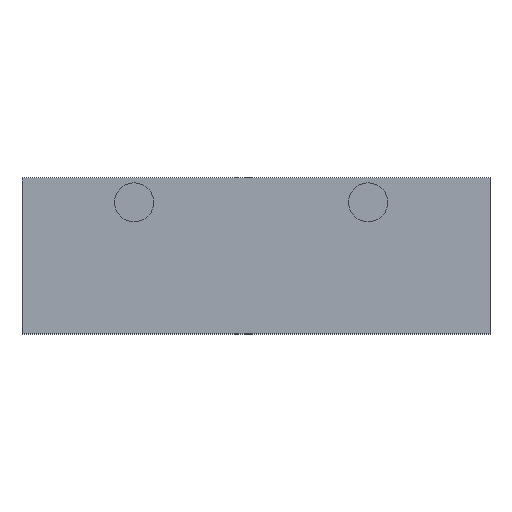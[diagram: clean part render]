
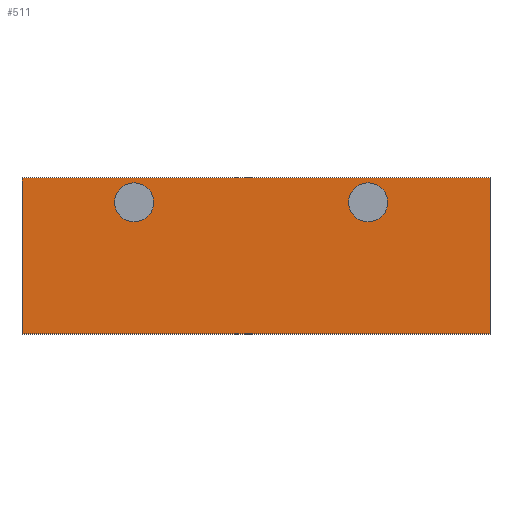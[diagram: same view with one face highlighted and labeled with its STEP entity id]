
A CAD part, top view. The second image highlights one B-rep face of the part: STEP entity #511.
In plain terms, the highlighted planar face has unit normal (0, 0, 1).
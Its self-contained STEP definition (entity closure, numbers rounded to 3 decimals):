
#17=FACE_BOUND('',#82,.T.);
#18=FACE_BOUND('',#83,.T.);
#23=CIRCLE('',#562,100.);
#24=CIRCLE('',#563,100.);
#51=FACE_OUTER_BOUND('',#81,.T.);
#81=EDGE_LOOP('',(#423,#424,#425,#426));
#82=EDGE_LOOP('',(#427));
#83=EDGE_LOOP('',(#428));
#141=LINE('',#807,#203);
#145=LINE('',#815,#207);
#148=LINE('',#821,#210);
#151=LINE('',#826,#213);
#203=VECTOR('',#663,10.);
#207=VECTOR('',#669,10.);
#210=VECTOR('',#674,10.);
#213=VECTOR('',#679,10.);
#249=VERTEX_POINT('',#805);
#250=VERTEX_POINT('',#806);
#253=VERTEX_POINT('',#814);
#255=VERTEX_POINT('',#820);
#257=VERTEX_POINT('',#829);
#258=VERTEX_POINT('',#831);
#309=EDGE_CURVE('',#249,#250,#141,.T.);
#313=EDGE_CURVE('',#250,#253,#145,.T.);
#316=EDGE_CURVE('',#253,#255,#148,.T.);
#319=EDGE_CURVE('',#255,#249,#151,.T.);
#321=EDGE_CURVE('',#257,#257,#23,.T.);
#322=EDGE_CURVE('',#258,#258,#24,.T.);
#423=ORIENTED_EDGE('',*,*,#319,.T.);
#424=ORIENTED_EDGE('',*,*,#309,.T.);
#425=ORIENTED_EDGE('',*,*,#313,.T.);
#426=ORIENTED_EDGE('',*,*,#316,.T.);
#427=ORIENTED_EDGE('',*,*,#321,.T.);
#428=ORIENTED_EDGE('',*,*,#322,.T.);
#483=PLANE('',#561);
#511=ADVANCED_FACE('',(#51,#17,#18),#483,.T.);
#561=AXIS2_PLACEMENT_3D('',#828,#681,#682);
#562=AXIS2_PLACEMENT_3D('',#830,#683,#684);
#563=AXIS2_PLACEMENT_3D('',#832,#685,#686);
#663=DIRECTION('',(1.,0.,0.));
#669=DIRECTION('',(0.,1.,0.));
#674=DIRECTION('',(-1.,0.,0.));
#679=DIRECTION('',(0.,-1.,0.));
#681=DIRECTION('center_axis',(0.,0.,1.));
#682=DIRECTION('ref_axis',(1.,0.,0.));
#683=DIRECTION('center_axis',(0.,0.,-1.));
#684=DIRECTION('ref_axis',(-1.,0.,0.));
#685=DIRECTION('center_axis',(0.,0.,-1.));
#686=DIRECTION('ref_axis',(-1.,0.,0.));
#805=CARTESIAN_POINT('',(0.,-800.,0.));
#806=CARTESIAN_POINT('',(2400.,-800.,0.));
#807=CARTESIAN_POINT('',(0.,-800.,0.));
#814=CARTESIAN_POINT('',(2400.,0.,0.));
#815=CARTESIAN_POINT('',(2400.,-800.,0.));
#820=CARTESIAN_POINT('',(0.,0.,0.));
#821=CARTESIAN_POINT('',(2400.,0.,0.));
#826=CARTESIAN_POINT('',(0.,0.,0.));
#828=CARTESIAN_POINT('Origin',(1200.,-400.,0.));
#829=CARTESIAN_POINT('',(1875.,-125.,0.));
#830=CARTESIAN_POINT('Origin',(1775.,-125.,0.));
#831=CARTESIAN_POINT('',(675.,-125.,0.));
#832=CARTESIAN_POINT('Origin',(575.,-125.,0.));
